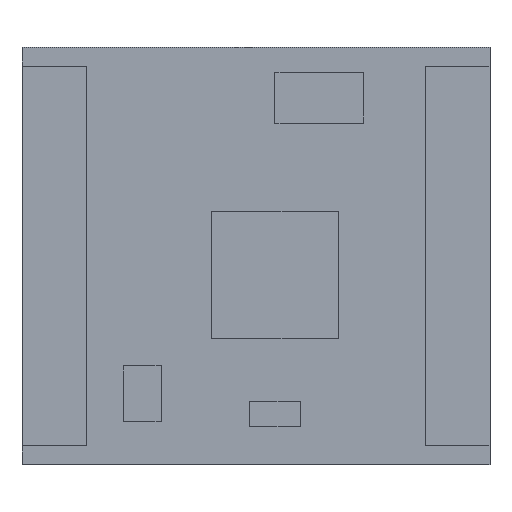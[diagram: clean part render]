
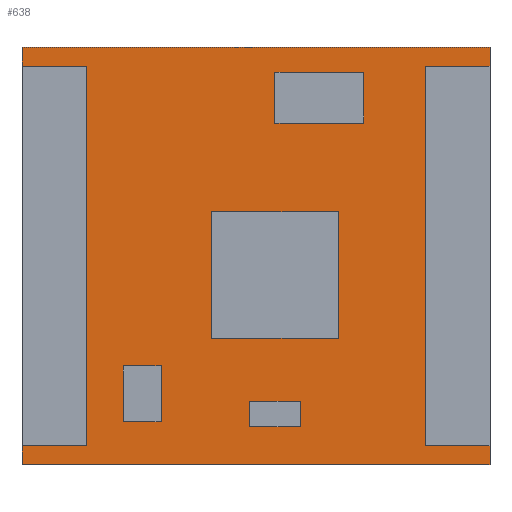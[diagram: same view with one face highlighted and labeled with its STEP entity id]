
A CAD part, top view. The second image highlights one B-rep face of the part: STEP entity #638.
In plain terms, the highlighted planar face has unit normal (0, 0, 1).
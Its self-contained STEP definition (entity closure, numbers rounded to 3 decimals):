
#14=FACE_BOUND('',#91,.T.);
#15=FACE_BOUND('',#92,.T.);
#16=FACE_BOUND('',#93,.T.);
#17=FACE_BOUND('',#94,.T.);
#56=FACE_OUTER_BOUND('',#90,.T.);
#90=EDGE_LOOP('',(#540,#541,#542,#543,#544,#545,#546,#547,#548,#549,#550,
#551));
#91=EDGE_LOOP('',(#552,#553,#554,#555));
#92=EDGE_LOOP('',(#556,#557,#558,#559));
#93=EDGE_LOOP('',(#560,#561,#562,#563));
#94=EDGE_LOOP('',(#564,#565,#566,#567));
#96=LINE('',#846,#180);
#100=LINE('',#854,#184);
#103=LINE('',#860,#187);
#106=LINE('',#865,#190);
#108=LINE('',#871,#192);
#112=LINE('',#879,#196);
#115=LINE('',#885,#199);
#118=LINE('',#890,#202);
#120=LINE('',#896,#204);
#124=LINE('',#904,#208);
#127=LINE('',#910,#211);
#130=LINE('',#915,#214);
#132=LINE('',#921,#216);
#136=LINE('',#929,#220);
#139=LINE('',#935,#223);
#142=LINE('',#940,#226);
#144=LINE('',#946,#228);
#148=LINE('',#954,#232);
#151=LINE('',#960,#235);
#155=LINE('',#969,#239);
#159=LINE('',#978,#243);
#163=LINE('',#985,#247);
#168=LINE('',#995,#252);
#169=LINE('',#997,#253);
#172=LINE('',#1003,#256);
#175=LINE('',#1008,#259);
#176=LINE('',#1010,#260);
#179=LINE('',#1014,#263);
#180=VECTOR('',#692,10.);
#184=VECTOR('',#698,10.);
#187=VECTOR('',#703,10.);
#190=VECTOR('',#708,10.);
#192=VECTOR('',#714,10.);
#196=VECTOR('',#720,10.);
#199=VECTOR('',#725,10.);
#202=VECTOR('',#730,10.);
#204=VECTOR('',#736,10.);
#208=VECTOR('',#742,10.);
#211=VECTOR('',#747,10.);
#214=VECTOR('',#752,10.);
#216=VECTOR('',#758,10.);
#220=VECTOR('',#764,10.);
#223=VECTOR('',#769,10.);
#226=VECTOR('',#774,10.);
#228=VECTOR('',#780,10.);
#232=VECTOR('',#786,10.);
#235=VECTOR('',#791,10.);
#239=VECTOR('',#799,10.);
#243=VECTOR('',#805,10.);
#247=VECTOR('',#811,10.);
#252=VECTOR('',#820,10.);
#253=VECTOR('',#821,10.);
#256=VECTOR('',#826,10.);
#259=VECTOR('',#831,10.);
#260=VECTOR('',#832,10.);
#263=VECTOR('',#837,10.);
#264=VERTEX_POINT('',#844);
#265=VERTEX_POINT('',#845);
#268=VERTEX_POINT('',#853);
#270=VERTEX_POINT('',#859);
#272=VERTEX_POINT('',#869);
#273=VERTEX_POINT('',#870);
#276=VERTEX_POINT('',#878);
#278=VERTEX_POINT('',#884);
#280=VERTEX_POINT('',#894);
#281=VERTEX_POINT('',#895);
#284=VERTEX_POINT('',#903);
#286=VERTEX_POINT('',#909);
#288=VERTEX_POINT('',#919);
#289=VERTEX_POINT('',#920);
#292=VERTEX_POINT('',#928);
#294=VERTEX_POINT('',#934);
#296=VERTEX_POINT('',#944);
#297=VERTEX_POINT('',#945);
#300=VERTEX_POINT('',#953);
#302=VERTEX_POINT('',#959);
#304=VERTEX_POINT('',#967);
#305=VERTEX_POINT('',#968);
#308=VERTEX_POINT('',#976);
#309=VERTEX_POINT('',#977);
#314=VERTEX_POINT('',#993);
#315=VERTEX_POINT('',#996);
#317=VERTEX_POINT('',#1002);
#319=VERTEX_POINT('',#1009);
#320=EDGE_CURVE('',#264,#265,#96,.T.);
#324=EDGE_CURVE('',#268,#264,#100,.T.);
#327=EDGE_CURVE('',#265,#270,#103,.T.);
#330=EDGE_CURVE('',#270,#268,#106,.T.);
#332=EDGE_CURVE('',#272,#273,#108,.T.);
#336=EDGE_CURVE('',#276,#272,#112,.T.);
#339=EDGE_CURVE('',#273,#278,#115,.T.);
#342=EDGE_CURVE('',#278,#276,#118,.T.);
#344=EDGE_CURVE('',#280,#281,#120,.T.);
#348=EDGE_CURVE('',#284,#280,#124,.T.);
#351=EDGE_CURVE('',#281,#286,#127,.T.);
#354=EDGE_CURVE('',#286,#284,#130,.T.);
#356=EDGE_CURVE('',#288,#289,#132,.T.);
#360=EDGE_CURVE('',#292,#288,#136,.T.);
#363=EDGE_CURVE('',#289,#294,#139,.T.);
#366=EDGE_CURVE('',#294,#292,#142,.T.);
#368=EDGE_CURVE('',#296,#297,#144,.T.);
#372=EDGE_CURVE('',#300,#296,#148,.T.);
#375=EDGE_CURVE('',#302,#300,#151,.T.);
#379=EDGE_CURVE('',#304,#305,#155,.T.);
#383=EDGE_CURVE('',#308,#309,#159,.T.);
#387=EDGE_CURVE('',#309,#304,#163,.T.);
#392=EDGE_CURVE('',#305,#314,#168,.T.);
#393=EDGE_CURVE('',#315,#308,#169,.T.);
#396=EDGE_CURVE('',#317,#315,#172,.T.);
#399=EDGE_CURVE('',#297,#317,#175,.T.);
#400=EDGE_CURVE('',#319,#302,#176,.T.);
#403=EDGE_CURVE('',#314,#319,#179,.T.);
#540=ORIENTED_EDGE('',*,*,#383,.T.);
#541=ORIENTED_EDGE('',*,*,#387,.T.);
#542=ORIENTED_EDGE('',*,*,#379,.T.);
#543=ORIENTED_EDGE('',*,*,#392,.T.);
#544=ORIENTED_EDGE('',*,*,#403,.T.);
#545=ORIENTED_EDGE('',*,*,#400,.T.);
#546=ORIENTED_EDGE('',*,*,#375,.T.);
#547=ORIENTED_EDGE('',*,*,#372,.T.);
#548=ORIENTED_EDGE('',*,*,#368,.T.);
#549=ORIENTED_EDGE('',*,*,#399,.T.);
#550=ORIENTED_EDGE('',*,*,#396,.T.);
#551=ORIENTED_EDGE('',*,*,#393,.T.);
#552=ORIENTED_EDGE('',*,*,#360,.T.);
#553=ORIENTED_EDGE('',*,*,#356,.T.);
#554=ORIENTED_EDGE('',*,*,#363,.T.);
#555=ORIENTED_EDGE('',*,*,#366,.T.);
#556=ORIENTED_EDGE('',*,*,#336,.T.);
#557=ORIENTED_EDGE('',*,*,#332,.T.);
#558=ORIENTED_EDGE('',*,*,#339,.T.);
#559=ORIENTED_EDGE('',*,*,#342,.T.);
#560=ORIENTED_EDGE('',*,*,#324,.T.);
#561=ORIENTED_EDGE('',*,*,#320,.T.);
#562=ORIENTED_EDGE('',*,*,#327,.T.);
#563=ORIENTED_EDGE('',*,*,#330,.T.);
#564=ORIENTED_EDGE('',*,*,#348,.T.);
#565=ORIENTED_EDGE('',*,*,#344,.T.);
#566=ORIENTED_EDGE('',*,*,#351,.T.);
#567=ORIENTED_EDGE('',*,*,#354,.T.);
#604=PLANE('',#686);
#638=ADVANCED_FACE('',(#56,#14,#15,#16,#17),#604,.T.);
#686=AXIS2_PLACEMENT_3D('',#1015,#838,#839);
#692=DIRECTION('',(1.,0.,0.));
#698=DIRECTION('',(0.,1.,0.));
#703=DIRECTION('',(0.,-1.,0.));
#708=DIRECTION('',(-1.,0.,0.));
#714=DIRECTION('',(0.,1.,0.));
#720=DIRECTION('',(-1.,0.,0.));
#725=DIRECTION('',(1.,0.,0.));
#730=DIRECTION('',(0.,-1.,0.));
#736=DIRECTION('',(0.,1.,0.));
#742=DIRECTION('',(-1.,0.,0.));
#747=DIRECTION('',(1.,0.,0.));
#752=DIRECTION('',(0.,-1.,0.));
#758=DIRECTION('',(0.,1.,0.));
#764=DIRECTION('',(-1.,0.,0.));
#769=DIRECTION('',(1.,0.,0.));
#774=DIRECTION('',(0.,-1.,0.));
#780=DIRECTION('',(1.,0.,0.));
#786=DIRECTION('',(0.,1.,0.));
#791=DIRECTION('',(-1.,0.,0.));
#799=DIRECTION('',(-1.,0.,0.));
#805=DIRECTION('',(1.,0.,0.));
#811=DIRECTION('',(0.,-1.,0.));
#820=DIRECTION('',(0.,-1.,0.));
#821=DIRECTION('',(0.,-1.,0.));
#826=DIRECTION('',(-1.,0.,0.));
#831=DIRECTION('',(0.,1.,0.));
#832=DIRECTION('',(0.,1.,0.));
#837=DIRECTION('',(1.,0.,0.));
#838=DIRECTION('center_axis',(0.,0.,1.));
#839=DIRECTION('ref_axis',(1.,0.,0.));
#844=CARTESIAN_POINT('',(-0.25,-5.75,1.8));
#845=CARTESIAN_POINT('',(1.75,-5.75,1.8));
#846=CARTESIAN_POINT('',(1.75,-5.75,1.8));
#853=CARTESIAN_POINT('',(-0.25,-6.75,1.8));
#854=CARTESIAN_POINT('',(-0.25,-5.75,1.8));
#859=CARTESIAN_POINT('',(1.75,-6.75,1.8));
#860=CARTESIAN_POINT('',(1.75,-6.75,1.8));
#865=CARTESIAN_POINT('',(-0.25,-6.75,1.8));
#869=CARTESIAN_POINT('',(-5.25,-6.55,1.8));
#870=CARTESIAN_POINT('',(-5.25,-4.35,1.8));
#871=CARTESIAN_POINT('',(-5.25,-6.55,1.8));
#878=CARTESIAN_POINT('',(-3.75,-6.55,1.8));
#879=CARTESIAN_POINT('',(-3.75,-6.55,1.8));
#884=CARTESIAN_POINT('',(-3.75,-4.35,1.8));
#885=CARTESIAN_POINT('',(-5.25,-4.35,1.8));
#890=CARTESIAN_POINT('',(-3.75,-4.35,1.8));
#894=CARTESIAN_POINT('',(0.75,5.25,1.8));
#895=CARTESIAN_POINT('',(0.75,7.25,1.8));
#896=CARTESIAN_POINT('',(0.75,5.25,1.8));
#903=CARTESIAN_POINT('',(4.25,5.25,1.8));
#904=CARTESIAN_POINT('',(4.25,5.25,1.8));
#909=CARTESIAN_POINT('',(4.25,7.25,1.8));
#910=CARTESIAN_POINT('',(0.75,7.25,1.8));
#915=CARTESIAN_POINT('',(4.25,7.25,1.8));
#919=CARTESIAN_POINT('',(-1.75,-3.25,1.8));
#920=CARTESIAN_POINT('',(-1.75,1.75,1.8));
#921=CARTESIAN_POINT('',(-1.75,-3.25,1.8));
#928=CARTESIAN_POINT('',(3.25,-3.25,1.8));
#929=CARTESIAN_POINT('',(3.25,-3.25,1.8));
#934=CARTESIAN_POINT('',(3.25,1.75,1.8));
#935=CARTESIAN_POINT('',(-1.75,1.75,1.8));
#940=CARTESIAN_POINT('',(3.25,1.75,1.8));
#944=CARTESIAN_POINT('',(6.71,7.5,1.8));
#945=CARTESIAN_POINT('',(9.25,7.5,1.8));
#946=CARTESIAN_POINT('',(6.71,7.5,1.8));
#953=CARTESIAN_POINT('',(6.71,-7.5,1.8));
#954=CARTESIAN_POINT('',(6.71,-7.5,1.8));
#959=CARTESIAN_POINT('',(9.25,-7.5,1.8));
#960=CARTESIAN_POINT('',(9.25,-7.5,1.8));
#967=CARTESIAN_POINT('',(-6.71,-7.5,1.8));
#968=CARTESIAN_POINT('',(-9.25,-7.5,1.8));
#969=CARTESIAN_POINT('',(-6.71,-7.5,1.8));
#976=CARTESIAN_POINT('',(-9.25,7.5,1.8));
#977=CARTESIAN_POINT('',(-6.71,7.5,1.8));
#978=CARTESIAN_POINT('',(-9.25,7.5,1.8));
#985=CARTESIAN_POINT('',(-6.71,7.5,1.8));
#993=CARTESIAN_POINT('',(-9.25,-8.25,1.8));
#995=CARTESIAN_POINT('',(-9.25,-8.25,1.8));
#996=CARTESIAN_POINT('',(-9.25,8.25,1.8));
#997=CARTESIAN_POINT('',(-9.25,-8.25,1.8));
#1002=CARTESIAN_POINT('',(9.25,8.25,1.8));
#1003=CARTESIAN_POINT('',(-9.25,8.25,1.8));
#1008=CARTESIAN_POINT('',(9.25,8.25,1.8));
#1009=CARTESIAN_POINT('',(9.25,-8.25,1.8));
#1010=CARTESIAN_POINT('',(9.25,8.25,1.8));
#1014=CARTESIAN_POINT('',(9.25,-8.25,1.8));
#1015=CARTESIAN_POINT('Origin',(0.,0.,
1.8));
